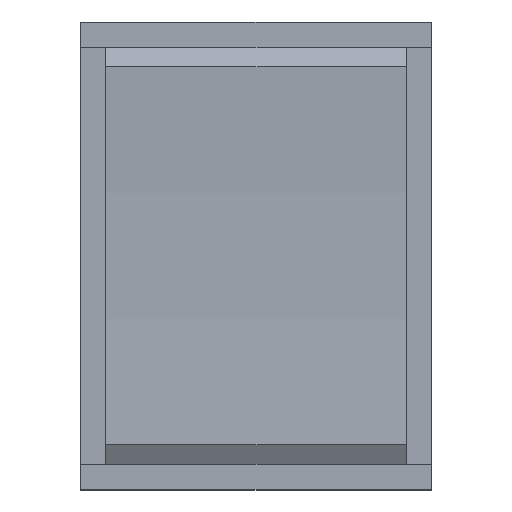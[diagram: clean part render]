
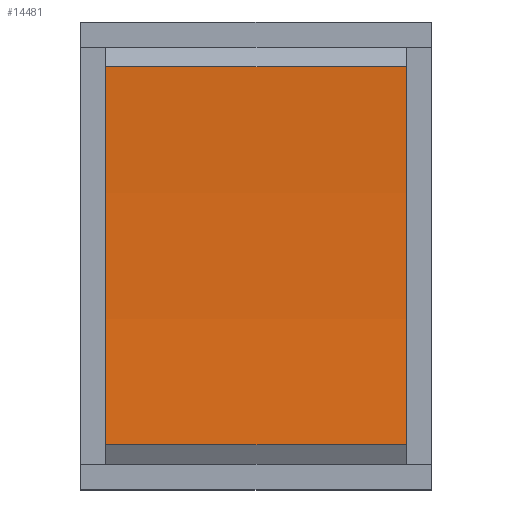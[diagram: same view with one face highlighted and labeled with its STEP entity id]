
A CAD part, top view. The second image highlights one B-rep face of the part: STEP entity #14481.
In plain terms, the highlighted cylindrical face has radius 156.967 mm (diameter 313.933 mm), a partial arc.
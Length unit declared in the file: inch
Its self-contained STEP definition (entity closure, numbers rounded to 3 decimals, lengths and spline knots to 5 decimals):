
#818=LINE('',#23870,#2340);
#819=LINE('',#23871,#2341);
#2340=VECTOR('',#18158,0.3937);
#2341=VECTOR('',#18159,0.3937);
#3306=CYLINDRICAL_SURFACE('',#15514,6.17979);
#4310=FACE_OUTER_BOUND('',#5125,.T.);
#5125=EDGE_LOOP('',(#11927,#11928,#11929,#11930));
#5861=CIRCLE('',#15513,6.17979);
#5862=CIRCLE('',#15515,6.17979);
#6840=VERTEX_POINT('',#23861);
#6841=VERTEX_POINT('',#23863);
#6842=VERTEX_POINT('',#23867);
#6843=VERTEX_POINT('',#23868);
#8653=EDGE_CURVE('',#6840,#6841,#5861,.T.);
#8655=EDGE_CURVE('',#6842,#6843,#5862,.T.);
#8656=EDGE_CURVE('',#6841,#6842,#818,.T.);
#8657=EDGE_CURVE('',#6843,#6840,#819,.T.);
#11927=ORIENTED_EDGE('',*,*,#8655,.F.);
#11928=ORIENTED_EDGE('',*,*,#8656,.F.);
#11929=ORIENTED_EDGE('',*,*,#8653,.F.);
#11930=ORIENTED_EDGE('',*,*,#8657,.F.);
#14481=ADVANCED_FACE('',(#4310),#3306,.F.);
#15513=AXIS2_PLACEMENT_3D('',#23864,#18151,#18152);
#15514=AXIS2_PLACEMENT_3D('',#23866,#18154,#18155);
#15515=AXIS2_PLACEMENT_3D('',#23869,#18156,#18157);
#18151=DIRECTION('center_axis',(1.,0.,0.));
#18152=DIRECTION('ref_axis',(0.,0.062,-0.998));
#18154=DIRECTION('center_axis',(1.,0.,0.));
#18155=DIRECTION('ref_axis',(0.,0.062,-0.998));
#18156=DIRECTION('center_axis',(-1.,0.,0.));
#18157=DIRECTION('ref_axis',(0.,0.062,-0.998));
#18158=DIRECTION('',(1.,0.,0.));
#18159=DIRECTION('',(-1.,0.,0.));
#23861=CARTESIAN_POINT('',(-0.30315,-0.38189,1.06811));
#23863=CARTESIAN_POINT('',(-0.30315,0.38189,1.06811));
#23864=CARTESIAN_POINT('Origin',(-0.30315,0.,
7.23609));
#23866=CARTESIAN_POINT('Origin',(-0.30315,0.,
7.23609));
#23867=CARTESIAN_POINT('',(0.30315,0.38189,1.06811));
#23868=CARTESIAN_POINT('',(0.30315,-0.38189,1.06811));
#23869=CARTESIAN_POINT('Origin',(0.30315,0.,
7.23609));
#23870=CARTESIAN_POINT('',(-0.15157,0.38189,1.06811));
#23871=CARTESIAN_POINT('',(0.15157,-0.38189,1.06811));
